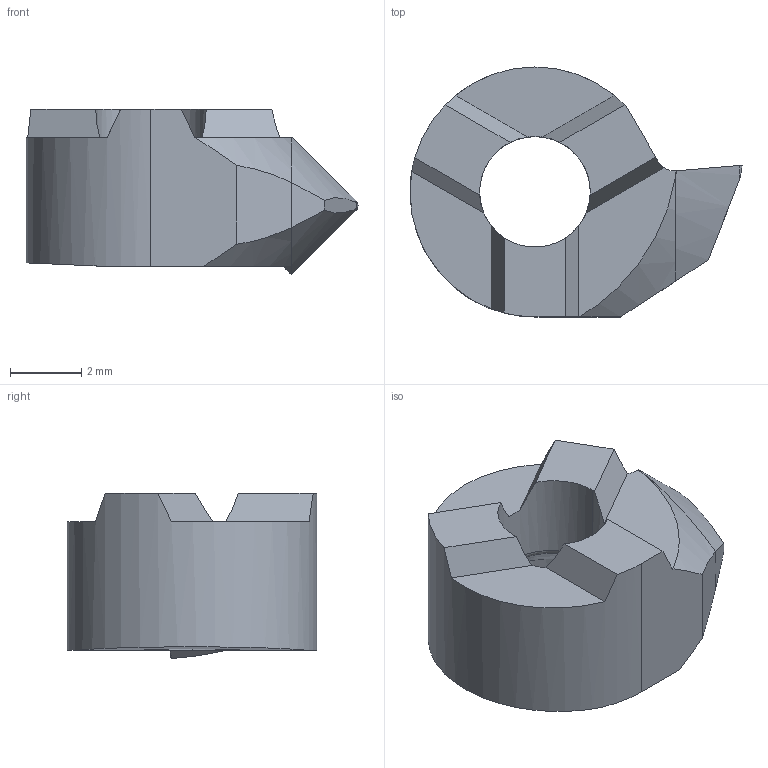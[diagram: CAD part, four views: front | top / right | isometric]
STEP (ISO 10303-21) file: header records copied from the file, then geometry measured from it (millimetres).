
FILE_DESCRIPTION(/* description */ (''),/* implementation_level */ '2;1');
FILE_NAME(/* name */ '1645067428065.stp',/* time_stamp */ '2022-02-17T08:40:40+05:00',/* author */ (''),/* organization */ ('SMS'),/* preprocessor_version */ 'ST-DEVELOPER v16.7',/* originating_system */ 'SIEMENS PLM Software NX 12.0',/* authorisation */ '');
FILE_SCHEMA (('AUTOMOTIVE_DESIGN { 1 0 10303 214 3 1 1 1 }'));
Length unit declared in the file: millimetre
Products named in the file (1): 203828500mod000_00
Bounding box: 9.3 x 7 x 4.63 mm (x, y, z)
Volume: 125.8 mm3; surface area: 229.8 mm2
Topology: 2 solids, 2 shells, 41 faces, 111 edges, 75 vertices
Faces by surface type: plane 25, bspline 6, cylinder 6, torus 2, cone 2
Entity records: 1516 total; most frequent: CARTESIAN_POINT 508, ORIENTED_EDGE 220, DIRECTION 175, EDGE_CURVE 110, VERTEX_POINT 71, AXIS2_PLACEMENT_3D 67, ADVANCED_FACE 41, FACE_OUTER_BOUND 41
